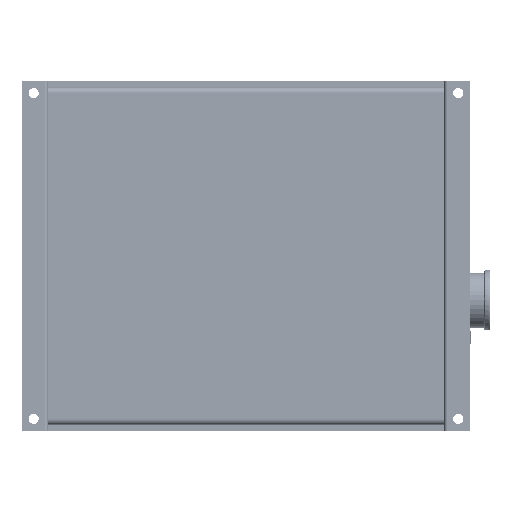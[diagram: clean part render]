
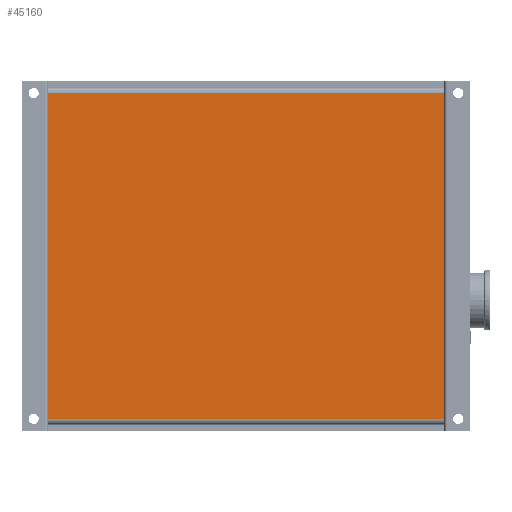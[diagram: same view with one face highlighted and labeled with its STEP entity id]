
A CAD part, front view. The second image highlights one B-rep face of the part: STEP entity #45160.
In plain terms, the highlighted planar face has unit normal (0, -1, 0).
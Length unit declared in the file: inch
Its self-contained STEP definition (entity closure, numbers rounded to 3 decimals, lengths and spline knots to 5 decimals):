
#7962 = VERTEX_POINT ( 'NONE', #40628 ) ;
#9446 = DIRECTION ( 'NONE',  ( 1., 0., 0. ) ) ;
#10661 = CARTESIAN_POINT ( 'NONE',  ( -8.5204, 0.4062, 0.5 ) ) ;
#30305 = DIRECTION ( 'NONE',  ( -1., 0., 0. ) ) ;
#35048 = LINE ( 'NONE', #50092, #162309 ) ;
#36718 = VERTEX_POINT ( 'NONE', #10661 ) ;
#39149 = LINE ( 'NONE', #83260, #159751 ) ;
#39383 = CARTESIAN_POINT ( 'NONE',  ( 8.5204, 0.4062, 0.5 ) ) ;
#40628 = CARTESIAN_POINT ( 'NONE',  ( 8.5204, 0.4062, 14.5 ) ) ;
#43265 = EDGE_CURVE ( 'NONE', #104347, #36718, #96357, .T. ) ;
#45091 = CARTESIAN_POINT ( 'NONE',  ( -8.5204, 0.4062, 15. ) ) ;
#45160 = ADVANCED_FACE ( 'NONE', ( #162280 ), #137575, .F. ) ;
#50092 = CARTESIAN_POINT ( 'NONE',  ( 31.91145, 0.4062, 14.5 ) ) ;
#53469 = ORIENTED_EDGE ( 'NONE', *, *, #172116, .F. ) ;
#58545 = LINE ( 'NONE', #140740, #106897 ) ;
#79728 = CARTESIAN_POINT ( 'NONE',  ( -8.5204, 0.4062, 14.5 ) ) ;
#83260 = CARTESIAN_POINT ( 'NONE',  ( 8.5204, 0.4062, 15. ) ) ;
#84861 = DIRECTION ( 'NONE',  ( 0., 0., -1. ) ) ;
#85277 = EDGE_CURVE ( 'NONE', #109525, #36718, #58545, .T. ) ;
#93047 = DIRECTION ( 'NONE',  ( 0., 0., 1. ) ) ;
#96357 = LINE ( 'NONE', #45091, #140859 ) ;
#104347 = VERTEX_POINT ( 'NONE', #79728 ) ;
#106897 = VECTOR ( 'NONE', #30305, 39.37008 ) ;
#109525 = VERTEX_POINT ( 'NONE', #39383 ) ;
#119066 = EDGE_CURVE ( 'NONE', #109525, #7962, #39149, .T. ) ;
#134848 = ORIENTED_EDGE ( 'NONE', *, *, #43265, .T. ) ;
#137575 = PLANE ( 'NONE',  #160859 ) ;
#138441 = DIRECTION ( 'NONE',  ( 0., 1., 0. ) ) ;
#139296 = DIRECTION ( 'NONE',  ( 0., 0., 1. ) ) ;
#140740 = CARTESIAN_POINT ( 'NONE',  ( 31.91145, 0.4062, 0.5 ) ) ;
#140859 = VECTOR ( 'NONE', #84861, 39.37008 ) ;
#149239 = ORIENTED_EDGE ( 'NONE', *, *, #85277, .F. ) ;
#150194 = EDGE_LOOP ( 'NONE', ( #149239, #167248, #53469, #134848 ) ) ;
#159751 = VECTOR ( 'NONE', #93047, 39.37008 ) ;
#160859 = AXIS2_PLACEMENT_3D ( 'NONE', #164026, #138441, #139296 ) ;
#162280 = FACE_OUTER_BOUND ( 'NONE', #150194, .T. ) ;
#162309 = VECTOR ( 'NONE', #9446, 39.37008 ) ;
#164026 = CARTESIAN_POINT ( 'NONE',  ( 31.91145, 0.4062, 14.75 ) ) ;
#167248 = ORIENTED_EDGE ( 'NONE', *, *, #119066, .T. ) ;
#172116 = EDGE_CURVE ( 'NONE', #104347, #7962, #35048, .T. ) ;
